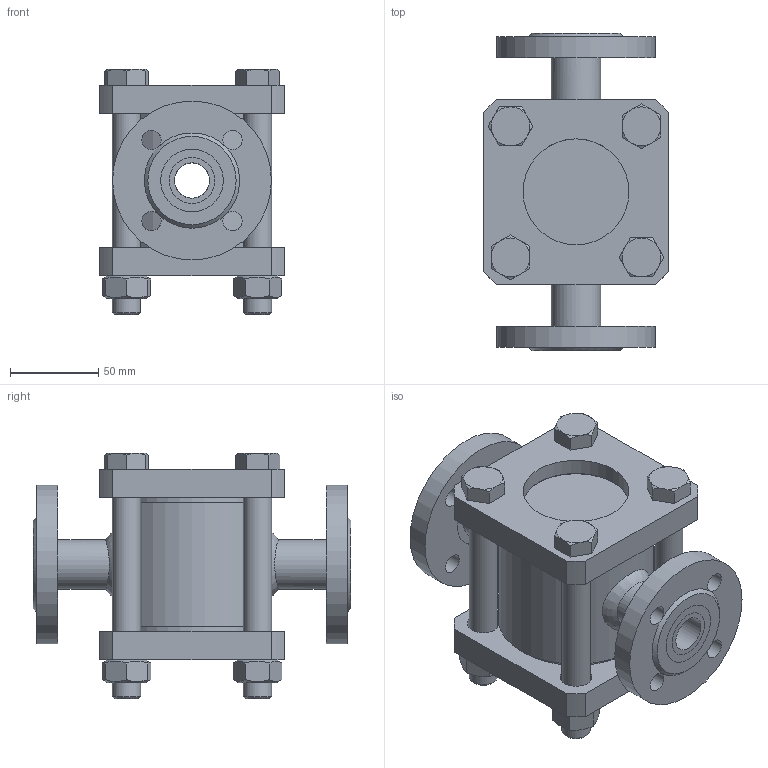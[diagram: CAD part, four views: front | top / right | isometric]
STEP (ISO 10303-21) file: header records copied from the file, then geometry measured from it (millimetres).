
FILE_DESCRIPTION((''),'2;1');
FILE_NAME('ФБ08 011 020 000.stp','2015-03-27T09:49:29',('��������'),(''),'Autodesk Inventor 2013','Autodesk Inventor 2013','');
FILE_SCHEMA(('AUTOMOTIVE_DESIGN { 1 0 10303 214 1 1 1 1 }'));
Length unit declared in the file: millimetre
Products named in the file (15): ФБ08 011 020 000; ФБ08 010 020 010; ФБ08 010 020 010_Сварные швы; ФБ08 010 020 014; ФБ08 010 020 012; ФБ08 010 020 012_1; ФБ08 010 020 011; ФБ08 010 020 011_1; ФБ08 010 020 013; Стекло В80х15 ГОСТ21836-88; ФБ08 010 020 001; ФБ08 010 020 003; ФБ08 010 020 008; Болт ГОСТ 7796-70 M16-6gx130; Гайка ГОСТ 5915-70 M16
Assembly tree (25 placements, depth 3):
  ФБ08 011 020 000
    ФБ08 010 020 010
      ФБ08 010 020 010_Сварные швы
      ФБ08 010 020 014
      ФБ08 010 020 012
      ФБ08 010 020 012_1
      ФБ08 010 020 011
      ФБ08 010 020 011_1
      ФБ08 010 020 013  x2
    Стекло В80х15 ГОСТ21836-88  x2
    ФБ08 010 020 001  x2
    ФБ08 010 020 003  x2
    ФБ08 010 020 008  x2
    Болт ГОСТ 7796-70 M16-6gx130  x4
    Гайка ГОСТ 5915-70 M16  x4
Bounding box: 105 x 180 x 139 mm (x, y, z)
Volume: 785787.7 mm3; surface area: 241412.5 mm2
Topology: 29 solids, 29 shells, 278 faces, 629 edges, 407 vertices
Faces by surface type: plane 140, cylinder 74, cone 58, torus 4, bspline 2
Full cylindrical faces by diameter (mm): 4 x2, 11 x8, 13.835 x4, 16 x4, 18 x8, 20 x4, 26 x6, 28 x6, 60 x2, 62 x2, 70 x1, 72 x2, 80 x2, 82 x8, 88 x1, 90 x2
Entity records: 5147 total; most frequent: CARTESIAN_POINT 1676, DIRECTION 688, ORIENTED_EDGE 480, AXIS2_PLACEMENT_3D 310, EDGE_LOOP 262, EDGE_CURVE 240, VERTEX_POINT 190, FACE_OUTER_BOUND 144
